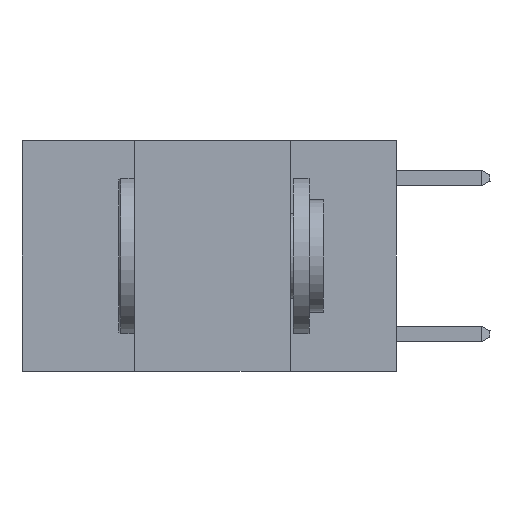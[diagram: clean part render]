
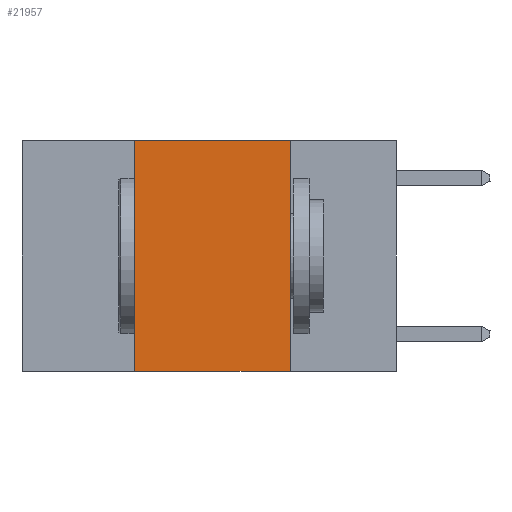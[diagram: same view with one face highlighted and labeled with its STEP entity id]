
A CAD part, left-side view. The second image highlights one B-rep face of the part: STEP entity #21957.
In plain terms, the highlighted planar face has unit normal (-1, 0, 0).
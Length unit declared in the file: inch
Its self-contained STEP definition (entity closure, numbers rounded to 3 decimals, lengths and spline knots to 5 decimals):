
#2165 = LINE ( 'NONE', #25528, #4758 ) ;
#2653 = CARTESIAN_POINT ( 'NONE',  ( 0., 0.17, 0. ) ) ;
#3423 = EDGE_LOOP ( 'NONE', ( #17994, #12355, #23285, #10987 ) ) ;
#3495 = LINE ( 'NONE', #24097, #29987 ) ;
#4626 = DIRECTION ( 'NONE',  ( 0., 0., 1. ) ) ;
#4758 = VECTOR ( 'NONE', #4626, 39.37008 ) ;
#4821 = VERTEX_POINT ( 'NONE', #10535 ) ;
#7064 = DIRECTION ( 'NONE',  ( 0., 0., -1. ) ) ;
#7543 = DIRECTION ( 'NONE',  ( 0., 0., -1. ) ) ;
#10535 = CARTESIAN_POINT ( 'NONE',  ( 0., 0.17, -0.37 ) ) ;
#10987 = ORIENTED_EDGE ( 'NONE', *, *, #29624, .T. ) ;
#11356 = PLANE ( 'NONE',  #26159 ) ;
#12355 = ORIENTED_EDGE ( 'NONE', *, *, #26100, .F. ) ;
#14473 = CARTESIAN_POINT ( 'NONE',  ( 0., 0.42, -0.37 ) ) ;
#14807 = CARTESIAN_POINT ( 'NONE',  ( 0., 0.42, 0. ) ) ;
#15016 = VECTOR ( 'NONE', #23615, 39.37008 ) ;
#17838 = VERTEX_POINT ( 'NONE', #25432 ) ;
#17994 = ORIENTED_EDGE ( 'NONE', *, *, #20308, .F. ) ;
#19350 = LINE ( 'NONE', #23918, #15016 ) ;
#20308 = EDGE_CURVE ( 'NONE', #17838, #4821, #21710, .T. ) ;
#21166 = VECTOR ( 'NONE', #7543, 39.37008 ) ;
#21710 = LINE ( 'NONE', #2653, #21166 ) ;
#21957 = ADVANCED_FACE ( 'NONE', ( #22919 ), #11356, .F. ) ;
#22919 = FACE_OUTER_BOUND ( 'NONE', #3423, .T. ) ;
#23022 = VERTEX_POINT ( 'NONE', #14473 ) ;
#23285 = ORIENTED_EDGE ( 'NONE', *, *, #25134, .F. ) ;
#23615 = DIRECTION ( 'NONE',  ( 0., -1., 0. ) ) ;
#23918 = CARTESIAN_POINT ( 'NONE',  ( 0., 0.6, 0. ) ) ;
#24097 = CARTESIAN_POINT ( 'NONE',  ( 0., 0.6, -0.37 ) ) ;
#24516 = VERTEX_POINT ( 'NONE', #14807 ) ;
#25134 = EDGE_CURVE ( 'NONE', #23022, #24516, #2165, .T. ) ;
#25432 = CARTESIAN_POINT ( 'NONE',  ( 0., 0.17, 0. ) ) ;
#25518 = DIRECTION ( 'NONE',  ( 1., 0., 0. ) ) ;
#25528 = CARTESIAN_POINT ( 'NONE',  ( 0., 0.42, 0. ) ) ;
#26100 = EDGE_CURVE ( 'NONE', #24516, #17838, #19350, .T. ) ;
#26159 = AXIS2_PLACEMENT_3D ( 'NONE', #28167, #25518, #7064 ) ;
#26735 = DIRECTION ( 'NONE',  ( 0., -1., 0. ) ) ;
#28167 = CARTESIAN_POINT ( 'NONE',  ( 0., 0.6, 0. ) ) ;
#29624 = EDGE_CURVE ( 'NONE', #23022, #4821, #3495, .T. ) ;
#29987 = VECTOR ( 'NONE', #26735, 39.37008 ) ;
